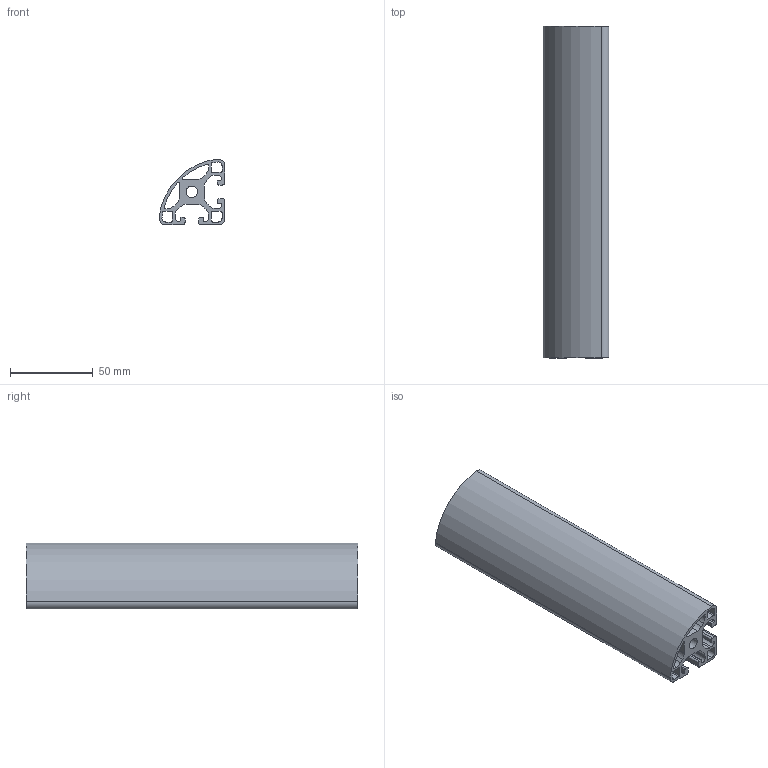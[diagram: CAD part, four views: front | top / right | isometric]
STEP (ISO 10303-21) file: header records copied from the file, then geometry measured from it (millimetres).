
FILE_DESCRIPTION(/* description */ ('Aluminiumprofil R40L 90°'),/* implementation_level */ '2;1');
FILE_NAME(/* name */ 'Syskomp 281400971 Aluminiumprofil R40L 90°.stp',/* time_stamp */ '2017-06-06T16:10:55+02:00',/* author */ ('wheldmann'),/* organization */ (''),/* preprocessor_version */ 'ST-DEVELOPER v16.1',/* originating_system */ 'Autodesk Inventor 2016',/* authorisation */ ' ');
FILE_SCHEMA (('AUTOMOTIVE_DESIGN { 1 0 10303 214 3 1 1 }'));
Length unit declared in the file: millimetre
Products named in the file (1): 281400971 Aluminiumprofil R40L 90° - 200
Bounding box: 39.77 x 200 x 39.77 mm (x, y, z)
Volume: 112767.4 mm3; surface area: 82077.8 mm2
Topology: 1 solids, 1 shells, 101 faces, 297 edges, 198 vertices
Faces by surface type: cylinder 57, plane 44
Full cylindrical faces by diameter (mm): 6.8 x1
Entity records: 3448 total; most frequent: DIRECTION 614, CARTESIAN_POINT 596, ORIENTED_EDGE 592, EDGE_CURVE 296, AXIS2_PLACEMENT_3D 216, VERTEX_POINT 198, LINE 182, VECTOR 182
